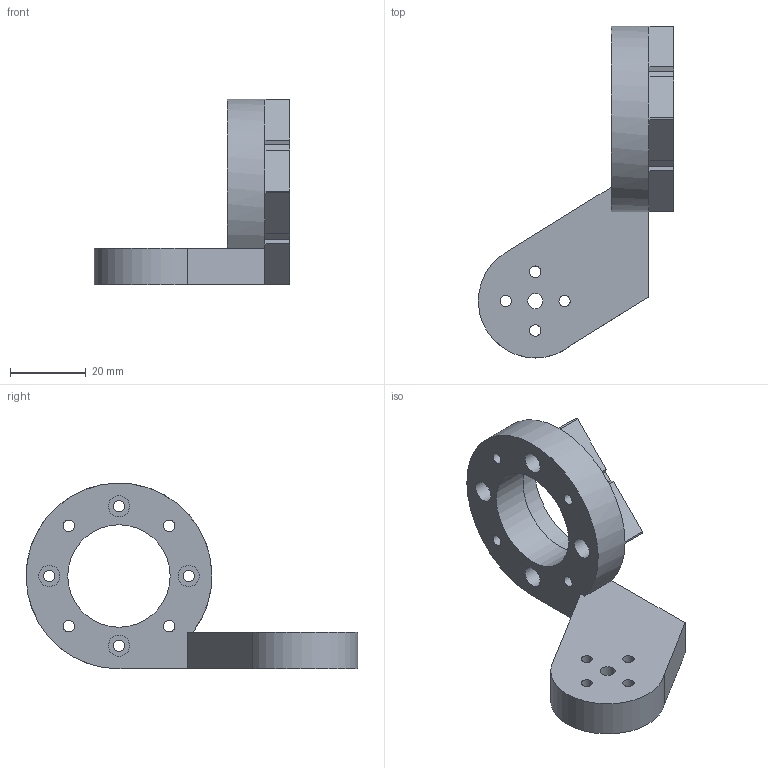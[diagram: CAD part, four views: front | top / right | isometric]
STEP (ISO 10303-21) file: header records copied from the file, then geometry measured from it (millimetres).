
FILE_DESCRIPTION(/* description */ (''),/* implementation_level */ '2;1');
FILE_NAME(/* name */ '',/* time_stamp */ '2023-09-30T16:12:04+08:00',/* author */ (''),/* organization */ (''),/* preprocessor_version */ 'ST-DEVELOPER v20',/* originating_system */ 'Autodesk Translation Framework v12.14.0.127',/* authorisation */ '');
FILE_SCHEMA (('AUTOMOTIVE_DESIGN { 1 0 10303 214 3 1 1 }'));
Length unit declared in the file: millimetre
Products named in the file (1): Fusion 零部件
Bounding box: 51.5 x 87.5 x 49 mm (x, y, z)
Volume: 28173.7 mm3; surface area: 12174.7 mm2
Topology: 1 solids, 1 shells, 72 faces, 195 edges, 130 vertices
Faces by surface type: plane 51, cylinder 21
Full cylindrical faces by diameter (mm): 3 x12, 4 x1, 5.6 x4, 27 x1, 31.5 x1
Entity records: 2364 total; most frequent: CARTESIAN_POINT 398, ORIENTED_EDGE 390, DIRECTION 390, EDGE_CURVE 195, LINE 146, VECTOR 146, VERTEX_POINT 130, AXIS2_PLACEMENT_3D 122
